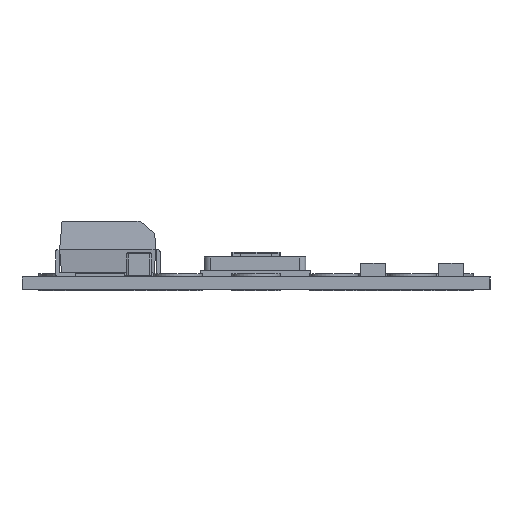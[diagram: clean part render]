
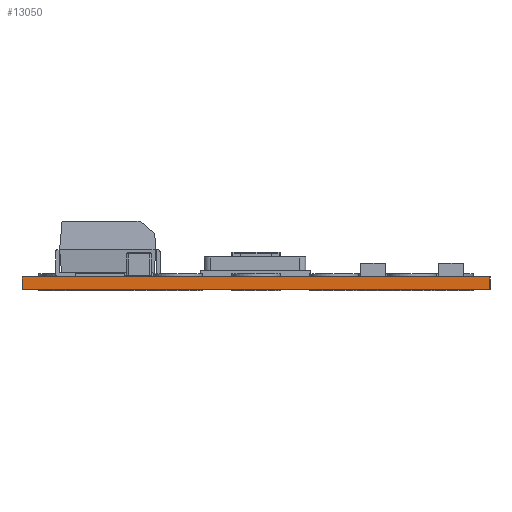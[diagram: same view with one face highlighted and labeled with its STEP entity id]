
A CAD part, front view. The second image highlights one B-rep face of the part: STEP entity #13050.
In plain terms, the highlighted planar face has unit normal (0, -1, 0).
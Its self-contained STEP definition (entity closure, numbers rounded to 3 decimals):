
#226 = VERTEX_POINT ( 'NONE', #19072 ) ;
#1121 = CARTESIAN_POINT ( 'NONE',  ( 0., 0., 0. ) ) ;
#2505 = CARTESIAN_POINT ( 'NONE',  ( 0., 0., 0. ) ) ;
#3331 = EDGE_CURVE ( 'NONE', #226, #20450, #13665, .T. ) ;
#4097 = EDGE_CURVE ( 'NONE', #20450, #16335, #18857, .T. ) ;
#5631 = CARTESIAN_POINT ( 'NONE',  ( 15.22, 0., 0. ) ) ;
#5663 = PLANE ( 'NONE',  #12519 ) ;
#7722 = VECTOR ( 'NONE', #10333, 1000. ) ;
#10333 = DIRECTION ( 'NONE',  ( 1., 0., 0. ) ) ;
#10553 = CARTESIAN_POINT ( 'NONE',  ( 0., 0., 0.41 ) ) ;
#12127 = CARTESIAN_POINT ( 'NONE',  ( 15.22, 0., 0.41 ) ) ;
#12519 = AXIS2_PLACEMENT_3D ( 'NONE', #2505, #15499, #28521 ) ;
#13050 = ADVANCED_FACE ( 'NONE', ( #21878 ), #5663, .T. ) ;
#13665 = LINE ( 'NONE', #1121, #19159 ) ;
#13837 = EDGE_CURVE ( 'NONE', #22086, #16335, #29566, .T. ) ;
#14330 = LINE ( 'NONE', #23274, #19541 ) ;
#14787 = VECTOR ( 'NONE', #35362, 1000. ) ;
#15499 = DIRECTION ( 'NONE',  ( 0., -1., 0. ) ) ;
#15785 = EDGE_LOOP ( 'NONE', ( #27467, #16410, #27206, #18835 ) ) ;
#16335 = VERTEX_POINT ( 'NONE', #12127 ) ;
#16410 = ORIENTED_EDGE ( 'NONE', *, *, #3331, .T. ) ;
#17492 = DIRECTION ( 'NONE',  ( 1., 0., 0. ) ) ;
#18835 = ORIENTED_EDGE ( 'NONE', *, *, #13837, .F. ) ;
#18857 = LINE ( 'NONE', #5631, #14787 ) ;
#19072 = CARTESIAN_POINT ( 'NONE',  ( 0., 0., 0. ) ) ;
#19159 = VECTOR ( 'NONE', #17492, 1000. ) ;
#19541 = VECTOR ( 'NONE', #36351, 1000. ) ;
#19685 = EDGE_CURVE ( 'NONE', #226, #22086, #14330, .T. ) ;
#20450 = VERTEX_POINT ( 'NONE', #29933 ) ;
#21878 = FACE_OUTER_BOUND ( 'NONE', #15785, .T. ) ;
#22086 = VERTEX_POINT ( 'NONE', #25258 ) ;
#23274 = CARTESIAN_POINT ( 'NONE',  ( 0., 0., 0. ) ) ;
#25258 = CARTESIAN_POINT ( 'NONE',  ( 0., 0., 0.41 ) ) ;
#27206 = ORIENTED_EDGE ( 'NONE', *, *, #4097, .T. ) ;
#27467 = ORIENTED_EDGE ( 'NONE', *, *, #19685, .F. ) ;
#28521 = DIRECTION ( 'NONE',  ( 1., 0., 0. ) ) ;
#29566 = LINE ( 'NONE', #10553, #7722 ) ;
#29933 = CARTESIAN_POINT ( 'NONE',  ( 15.22, 0., 0. ) ) ;
#35362 = DIRECTION ( 'NONE',  ( 0., 0., 1. ) ) ;
#36351 = DIRECTION ( 'NONE',  ( 0., 0., 1. ) ) ;
